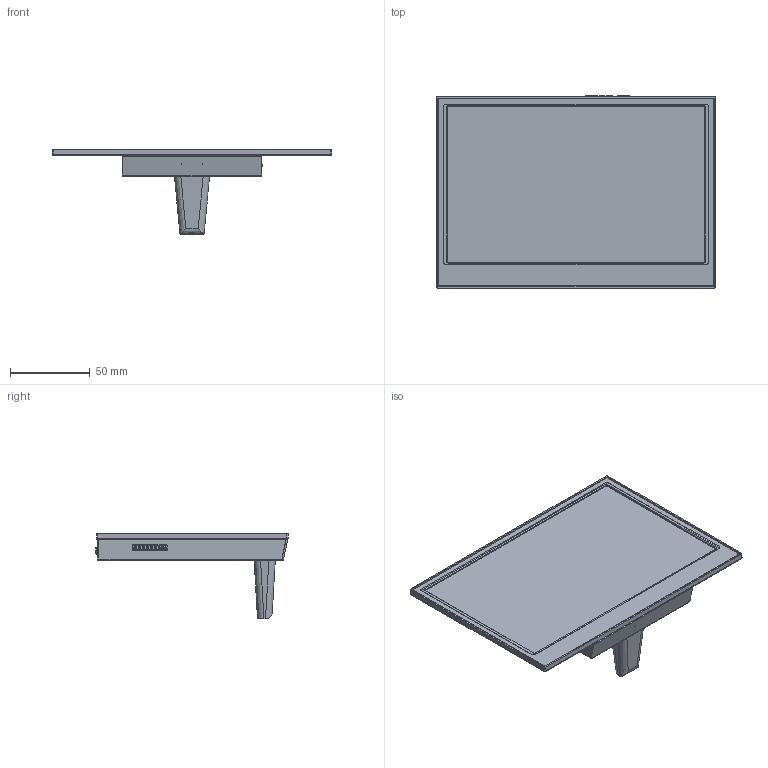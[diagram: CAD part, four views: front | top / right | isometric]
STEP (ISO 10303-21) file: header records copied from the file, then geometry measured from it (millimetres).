
FILE_DESCRIPTION((''),'2;1');
FILE_NAME('RETERMINAL_ESP-250728','2025-09-04T13:47:15',('Administrator'),(''),'CREO PARAMETRIC BY PTC INC, 2025010','CREO PARAMETRIC BY PTC INC, 2025010','');
FILE_SCHEMA(('CONFIG_CONTROL_DESIGN','SHAPE_APPEARANCE_LAYERS_GROUPS'));
Length unit declared in the file: millimetre
Products named in the file (1): RETERMINAL_ESP-250728
Bounding box: 175 x 120.4 x 53.3 mm (x, y, z)
Volume: 113409 mm3; surface area: 181076.5 mm2
Topology: 58 solids, 58 shells, 1238 faces, 3070 edges, 1993 vertices
Faces by surface type: plane 852, cylinder 306, cone 49, bspline 14, extrusion 11, torus 6
Entity records: 49075 total; most frequent: CARTESIAN_POINT 9279, ORIENTED_EDGE 6140, DIRECTION 6102, PRESENTATION_STYLE_ASSIGNMENT 3136, STYLED_ITEM 3128, CURVE_STYLE 3070, EDGE_CURVE 3070, VECTOR 2352
